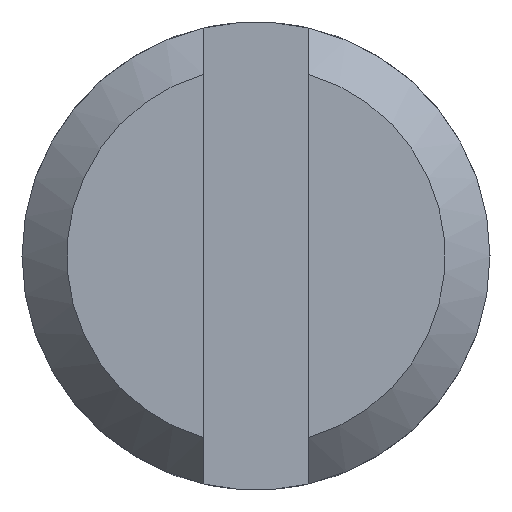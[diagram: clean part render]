
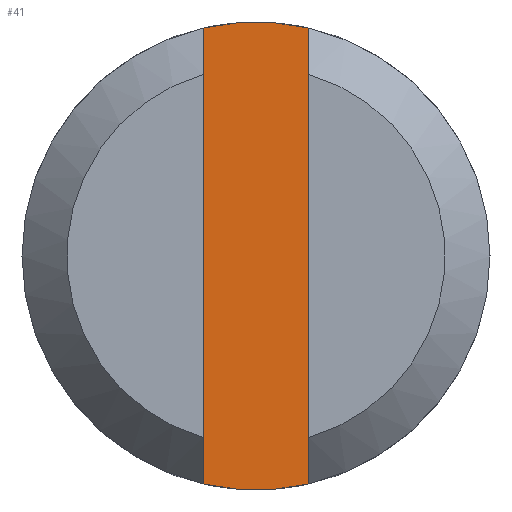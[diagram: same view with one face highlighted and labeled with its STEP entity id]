
A CAD part, left-side view. The second image highlights one B-rep face of the part: STEP entity #41.
In plain terms, the highlighted planar face has unit normal (-1, 0, 0).
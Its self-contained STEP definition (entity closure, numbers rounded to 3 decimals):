
#41 = ADVANCED_FACE( '', ( #87 ), #88, .T. );
#87 = FACE_OUTER_BOUND( '', #139, .T. );
#88 = PLANE( '', #140 );
#139 = EDGE_LOOP( '', ( #192, #193, #194, #195 ) );
#140 = AXIS2_PLACEMENT_3D( '', #196, #197, #198 );
#192 = ORIENTED_EDGE( '', *, *, #285, .T. );
#193 = ORIENTED_EDGE( '', *, *, #286, .T. );
#194 = ORIENTED_EDGE( '', *, *, #287, .T. );
#195 = ORIENTED_EDGE( '', *, *, #288, .T. );
#196 = CARTESIAN_POINT( '', ( 3., 0., 0. ) );
#197 = DIRECTION( '', ( -1., 0., 0. ) );
#198 = DIRECTION( '', ( 0., 0., 1. ) );
#285 = EDGE_CURVE( '', #328, #329, #330, .T. );
#286 = EDGE_CURVE( '', #329, #331, #332, .T. );
#287 = EDGE_CURVE( '', #331, #333, #334, .T. );
#288 = EDGE_CURVE( '', #333, #328, #335, .T. );
#328 = VERTEX_POINT( '', #387 );
#329 = VERTEX_POINT( '', #388 );
#330 = CIRCLE( '', #389, 4. );
#331 = VERTEX_POINT( '', #390 );
#332 = LINE( '', #391, #392 );
#333 = VERTEX_POINT( '', #393 );
#334 = CIRCLE( '', #394, 4. );
#335 = LINE( '', #395, #396 );
#387 = CARTESIAN_POINT( '', ( 3., 0.9, -3.897 ) );
#388 = CARTESIAN_POINT( '', ( 3., -0.9, -3.897 ) );
#389 = AXIS2_PLACEMENT_3D( '', #451, #452, #453 );
#390 = CARTESIAN_POINT( '', ( 3., -0.9, 3.897 ) );
#391 = CARTESIAN_POINT( '', ( 3., -0.9, -10.5 ) );
#392 = VECTOR( '', #454, 1000. );
#393 = CARTESIAN_POINT( '', ( 3., 0.9, 3.897 ) );
#394 = AXIS2_PLACEMENT_3D( '', #455, #456, #457 );
#395 = CARTESIAN_POINT( '', ( 3., 0.9, 10.5 ) );
#396 = VECTOR( '', #458, 1000. );
#451 = CARTESIAN_POINT( '', ( 3., 0., 0. ) );
#452 = DIRECTION( '', ( -1., 0., 0. ) );
#453 = DIRECTION( '', ( 0., 0., 1. ) );
#454 = DIRECTION( '', ( 0., 0., 1. ) );
#455 = CARTESIAN_POINT( '', ( 3., 0., 0. ) );
#456 = DIRECTION( '', ( -1., 0., 0. ) );
#457 = DIRECTION( '', ( 0., 0., 1. ) );
#458 = DIRECTION( '', ( 0., 0., -1. ) );
